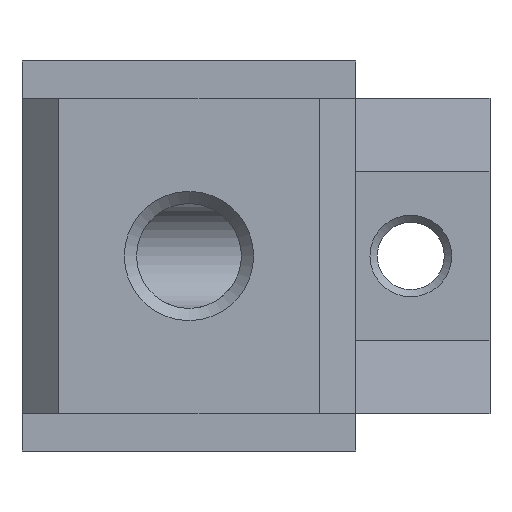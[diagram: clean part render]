
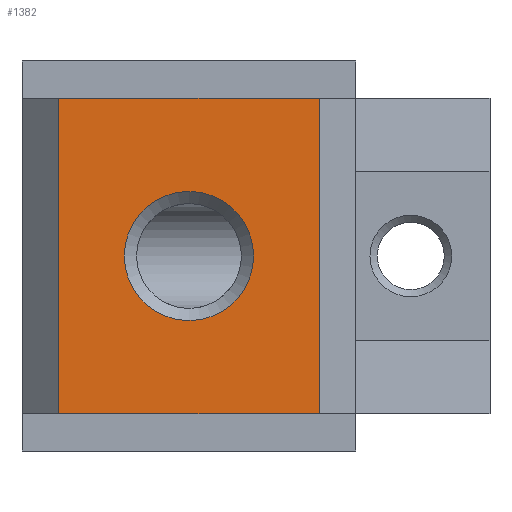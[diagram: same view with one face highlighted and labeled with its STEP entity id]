
A CAD part, front view. The second image highlights one B-rep face of the part: STEP entity #1382.
In plain terms, the highlighted planar face has unit normal (0, -1, 0).
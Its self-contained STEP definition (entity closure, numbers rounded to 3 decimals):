
#46=FACE_BOUND('',#158,.T.);
#56=CIRCLE('',#1468,2.65);
#86=FACE_OUTER_BOUND('',#157,.T.);
#157=EDGE_LOOP('',(#919,#920,#921,#922));
#158=EDGE_LOOP('',(#923));
#239=LINE('',#1959,#404);
#240=LINE('',#1962,#405);
#245=LINE('',#1972,#410);
#246=LINE('',#1973,#411);
#404=VECTOR('',#1578,10.);
#405=VECTOR('',#1581,10.);
#410=VECTOR('',#1588,10.);
#411=VECTOR('',#1589,10.);
#566=VERTEX_POINT('',#1952);
#569=VERTEX_POINT('',#1957);
#570=VERTEX_POINT('',#1961);
#574=VERTEX_POINT('',#1971);
#575=VERTEX_POINT('',#1974);
#704=EDGE_CURVE('',#569,#566,#239,.T.);
#705=EDGE_CURVE('',#566,#570,#240,.T.);
#710=EDGE_CURVE('',#574,#569,#245,.T.);
#711=EDGE_CURVE('',#570,#574,#246,.T.);
#712=EDGE_CURVE('',#575,#575,#56,.T.);
#919=ORIENTED_EDGE('',*,*,#704,.F.);
#920=ORIENTED_EDGE('',*,*,#710,.F.);
#921=ORIENTED_EDGE('',*,*,#711,.F.);
#922=ORIENTED_EDGE('',*,*,#705,.F.);
#923=ORIENTED_EDGE('',*,*,#712,.F.);
#1327=PLANE('',#1467);
#1382=ADVANCED_FACE('',(#86,#46),#1327,.T.);
#1467=AXIS2_PLACEMENT_3D('',#1970,#1586,#1587);
#1468=AXIS2_PLACEMENT_3D('',#1975,#1590,#1591);
#1578=DIRECTION('',(0.,0.,-1.));
#1581=DIRECTION('',(-1.,0.,0.));
#1586=DIRECTION('center_axis',(0.,-1.,0.));
#1587=DIRECTION('ref_axis',(-1.,0.,0.));
#1588=DIRECTION('',(1.,0.,0.));
#1589=DIRECTION('',(0.,0.,1.));
#1590=DIRECTION('center_axis',(0.,-1.,0.));
#1591=DIRECTION('ref_axis',(1.,0.,0.));
#1952=CARTESIAN_POINT('',(-20.65,-20.95,-21.55));
#1957=CARTESIAN_POINT('',(-20.65,-20.95,-8.6));
#1959=CARTESIAN_POINT('',(-20.65,-20.95,-12.3));
#1961=CARTESIAN_POINT('',(-31.35,-20.95,-21.55));
#1962=CARTESIAN_POINT('',(-22.075,-20.95,-21.55));
#1970=CARTESIAN_POINT('Origin',(-19.15,-20.95,-8.6));
#1971=CARTESIAN_POINT('',(-31.35,-20.95,-8.6));
#1972=CARTESIAN_POINT('',(-32.85,-20.95,-8.6));
#1973=CARTESIAN_POINT('',(-31.35,-20.95,-12.3));
#1974=CARTESIAN_POINT('',(-28.65,-20.95,-15.075));
#1975=CARTESIAN_POINT('Origin',(-26.,-20.95,-15.075));
